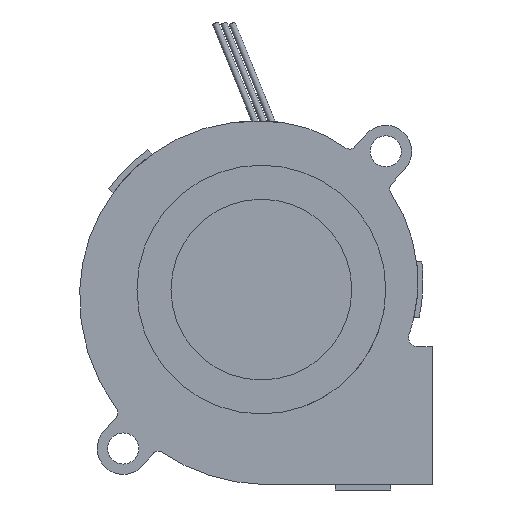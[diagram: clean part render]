
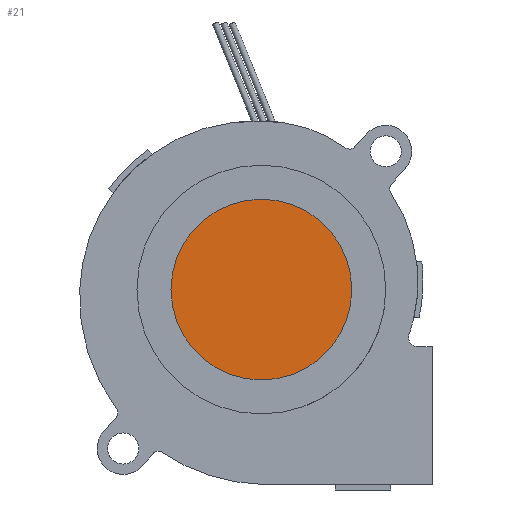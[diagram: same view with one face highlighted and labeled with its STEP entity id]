
A CAD part, front view. The second image highlights one B-rep face of the part: STEP entity #21.
In plain terms, the highlighted planar face has unit normal (0, -1, 0).
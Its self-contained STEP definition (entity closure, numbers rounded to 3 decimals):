
#1=CARTESIAN_POINT('POINT7194',(-4.925,-15.,-20.));
#2=VERTEX_POINT('VERTEX7194',#1);
#3=CARTESIAN_POINT('POINT7195',(-31.075,-15.,-20.));
#4=VERTEX_POINT('VERTEX7195',#3);
#5=CARTESIAN_POINT('POS12373',(-18.,-15.,-20.));
#6=DIRECTION('DIR19901',(0.,-1.,0.));
#7=DIRECTION('DIR19902',(1.,0.,0.));
#8=AXIS2_PLACEMENT_3D('AXIS7529',#5,#6,#7);
#9=CIRCLE('ELLIPSE4374',#8,13.075);
#10=EDGE_CURVE('EDGE10933',#2,#4,#9,.T.);
#11=ORIENTED_EDGE('COEDGE21865',*,*,#10,.T.);
#12=EDGE_CURVE('EDGE10934',#4,#2,#9,.T.);
#13=ORIENTED_EDGE('COEDGE21866',*,*,#12,.T.);
#14=EDGE_LOOP('NONE',(#11,#13));
#15=FACE_BOUND('LOOP1',#14,.T.);
#16=CARTESIAN_POINT('POS12374',(-18.,-15.,-20.));
#17=DIRECTION('DIR19903',(0.,-1.,0.));
#18=DIRECTION('DIR19904',(1.,0.,0.));
#19=AXIS2_PLACEMENT_3D('AXIS7530',#16,#17,#18);
#20=PLANE('PLANE1169',#19);
#21=ADVANCED_FACE('FACE3861',(#15),#20,.T.);
